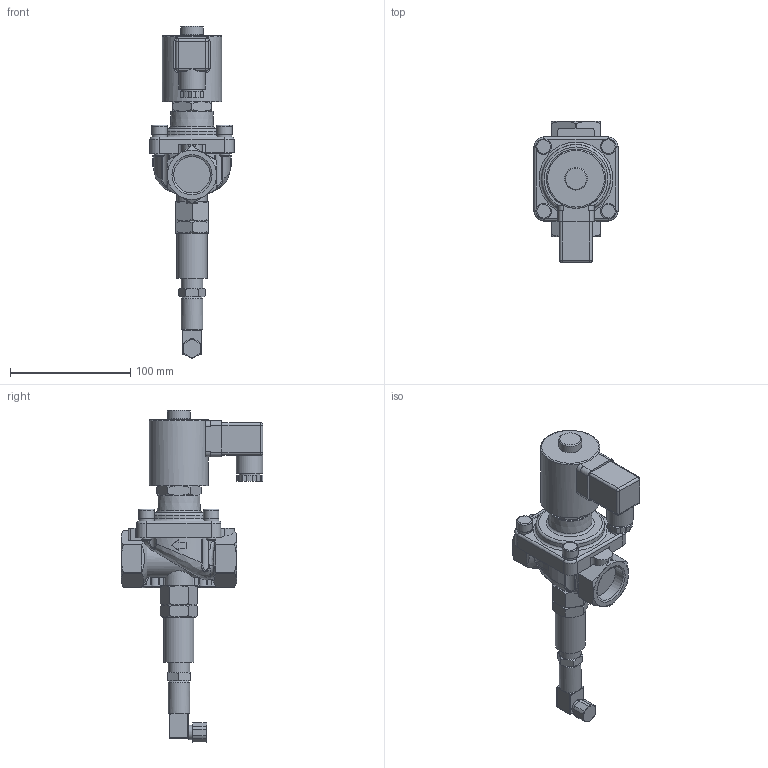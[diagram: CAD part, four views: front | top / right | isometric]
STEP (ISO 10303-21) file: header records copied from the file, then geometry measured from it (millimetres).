
FILE_DESCRIPTION(/* description */ ('3D-Modell'),/* implementation_level */ '2;1');
FILE_NAME(/* name */ '043.004433.stp',/* time_stamp */ '2020-02-04T09:30:51+01:00',/* author */ ('EFast'),/* organization */ (''),/* preprocessor_version */ 'ST-DEVELOPER v16.1',/* originating_system */ 'Autodesk Inventor 2016',/* authorisation */ '');
FILE_SCHEMA (('AUTOMOTIVE_DESIGN { 1 0 10303 214 3 1 1 }'));
Length unit declared in the file: millimetre
Products named in the file (1): 87-017721
Bounding box: 70 x 117.8 x 276.29 mm (x, y, z)
Volume: 447626.4 mm3; surface area: 61859.8 mm2
Topology: 1 solids, 1 shells, 508 faces, 1270 edges, 779 vertices
Faces by surface type: plane 192, cylinder 167, cone 79, torus 38, bspline 24, sphere 8
Full cylindrical faces by diameter (mm): 8 x8, 12 x1, 13 x4, 17 x1, 18 x2, 19 x1, 22 x1, 25 x1, 30.291 x2, 49.2 x1
Entity records: 16144 total; most frequent: CARTESIAN_POINT 4762, ORIENTED_EDGE 2400, DIRECTION 2346, EDGE_CURVE 1200, AXIS2_PLACEMENT_3D 945, VERTEX_POINT 765, EDGE_LOOP 587, FACE_OUTER_BOUND 508
